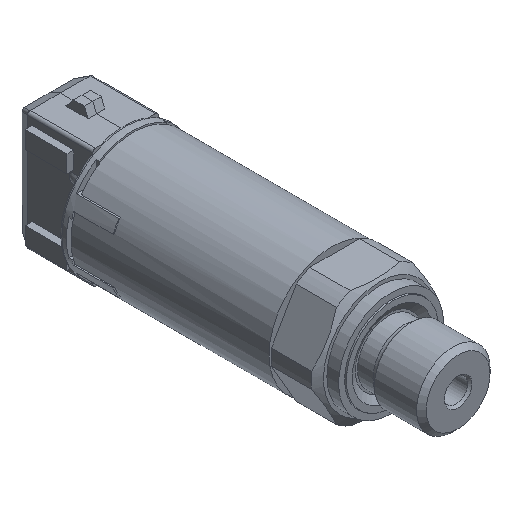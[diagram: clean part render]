
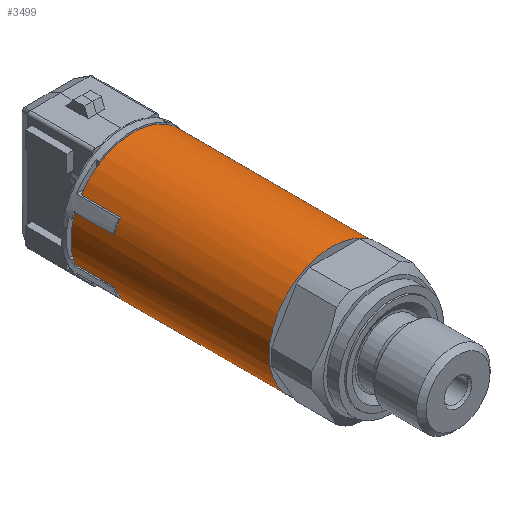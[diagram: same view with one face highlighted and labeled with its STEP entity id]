
A CAD part, isometric view. The second image highlights one B-rep face of the part: STEP entity #3499.
In plain terms, the highlighted cylindrical face has radius 11.184 mm (diameter 22.367 mm), a full revolution.
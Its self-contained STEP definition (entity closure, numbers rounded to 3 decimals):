
#2202=CYLINDRICAL_SURFACE('',#7258,11.184);
#2587=LINE('',#9289,#3050);
#2588=LINE('',#9293,#3051);
#2589=LINE('',#9297,#3052);
#2590=LINE('',#9301,#3053);
#3050=VECTOR('',#7806,1.);
#3051=VECTOR('',#7809,1.);
#3052=VECTOR('',#7812,1.);
#3053=VECTOR('',#7815,1.);
#3499=ADVANCED_FACE('',(#3961,#3962),#2202,.T.);
#3961=FACE_BOUND('',#4041,.T.);
#3962=FACE_BOUND('',#4042,.T.);
#4041=EDGE_LOOP('',(#4400));
#4042=EDGE_LOOP('',(#4401,#4402,#4403,#4404,#4405,#4406,#4407,#4408));
#4400=ORIENTED_EDGE('',*,*,#6344,.F.);
#4401=ORIENTED_EDGE('',*,*,#6345,.T.);
#4402=ORIENTED_EDGE('',*,*,#6346,.T.);
#4403=ORIENTED_EDGE('',*,*,#6347,.F.);
#4404=ORIENTED_EDGE('',*,*,#6348,.T.);
#4405=ORIENTED_EDGE('',*,*,#6349,.T.);
#4406=ORIENTED_EDGE('',*,*,#6350,.T.);
#4407=ORIENTED_EDGE('',*,*,#6351,.F.);
#4408=ORIENTED_EDGE('',*,*,#6352,.T.);
#5856=VERTEX_POINT('',#9285);
#5857=VERTEX_POINT('',#9287);
#5858=VERTEX_POINT('',#9288);
#5859=VERTEX_POINT('',#9290);
#5860=VERTEX_POINT('',#9292);
#5861=VERTEX_POINT('',#9294);
#5862=VERTEX_POINT('',#9296);
#5863=VERTEX_POINT('',#9298);
#5864=VERTEX_POINT('',#9300);
#6344=EDGE_CURVE('',#5856,#5856,#7052,.T.);
#6345=EDGE_CURVE('',#5857,#5858,#7053,.T.);
#6346=EDGE_CURVE('',#5858,#5859,#2587,.T.);
#6347=EDGE_CURVE('',#5860,#5859,#7054,.T.);
#6348=EDGE_CURVE('',#5860,#5861,#2588,.T.);
#6349=EDGE_CURVE('',#5861,#5862,#7055,.T.);
#6350=EDGE_CURVE('',#5862,#5863,#2589,.T.);
#6351=EDGE_CURVE('',#5864,#5863,#7056,.T.);
#6352=EDGE_CURVE('',#5864,#5857,#2590,.T.);
#7052=CIRCLE('',#7253,11.184);
#7053=CIRCLE('',#7254,11.184);
#7054=CIRCLE('',#7255,11.184);
#7055=CIRCLE('',#7256,11.184);
#7056=CIRCLE('',#7257,11.184);
#7253=AXIS2_PLACEMENT_3D('',#9284,#7802,#7803);
#7254=AXIS2_PLACEMENT_3D('',#9286,#7804,#7805);
#7255=AXIS2_PLACEMENT_3D('',#9291,#7807,#7808);
#7256=AXIS2_PLACEMENT_3D('',#9295,#7810,#7811);
#7257=AXIS2_PLACEMENT_3D('',#9299,#7813,#7814);
#7258=AXIS2_PLACEMENT_3D('',#9302,#7816,#7817);
#7802=DIRECTION('',(0.,-1.,0.));
#7803=DIRECTION('',(0.,0.,-1.));
#7804=DIRECTION('',(0.,-1.,0.));
#7805=DIRECTION('',(0.,0.,-1.));
#7806=DIRECTION('',(0.,-1.,0.));
#7807=DIRECTION('',(0.,1.,0.));
#7808=DIRECTION('',(0.,0.,-1.));
#7809=DIRECTION('',(0.,1.,0.));
#7810=DIRECTION('',(0.,-1.,0.));
#7811=DIRECTION('',(0.,0.,-1.));
#7812=DIRECTION('',(0.,-1.,0.));
#7813=DIRECTION('',(0.,1.,0.));
#7814=DIRECTION('',(0.,0.,-1.));
#7815=DIRECTION('',(0.,1.,0.));
#7816=DIRECTION('',(0.,-1.,0.));
#7817=DIRECTION('',(0.,0.,-1.));
#9284=CARTESIAN_POINT('',(0.,-0.34,0.));
#9285=CARTESIAN_POINT('',(0.,-0.34,-11.184));
#9286=CARTESIAN_POINT('',(0.,35.169,0.));
#9287=CARTESIAN_POINT('',(-9.341,35.169,-6.15));
#9288=CARTESIAN_POINT('',(-9.341,35.169,6.15));
#9289=CARTESIAN_POINT('',(-9.341,40.144,6.15));
#9290=CARTESIAN_POINT('',(-9.341,28.155,6.15));
#9291=CARTESIAN_POINT('',(0.,28.155,0.));
#9292=CARTESIAN_POINT('',(-10.385,28.155,4.15));
#9293=CARTESIAN_POINT('',(-10.385,40.144,4.15));
#9294=CARTESIAN_POINT('',(-10.385,35.169,4.15));
#9295=CARTESIAN_POINT('',(0.,35.169,0.));
#9296=CARTESIAN_POINT('',(-10.385,35.169,-4.15));
#9297=CARTESIAN_POINT('',(-10.385,40.144,-4.15));
#9298=CARTESIAN_POINT('',(-10.385,28.155,-4.15));
#9299=CARTESIAN_POINT('',(0.,28.155,0.));
#9300=CARTESIAN_POINT('',(-9.341,28.155,-6.15));
#9301=CARTESIAN_POINT('',(-9.341,40.144,-6.15));
#9302=CARTESIAN_POINT('',(0.,40.144,0.));
